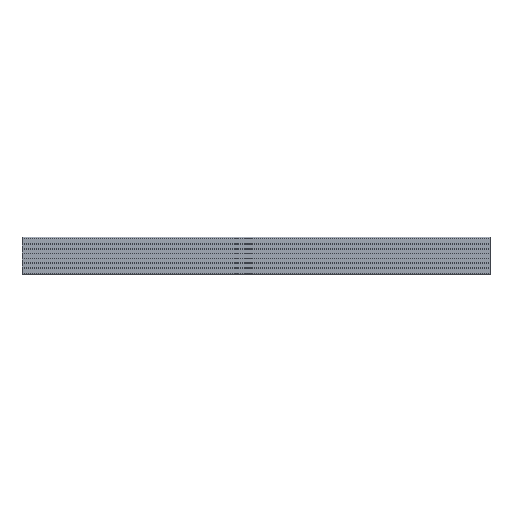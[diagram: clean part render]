
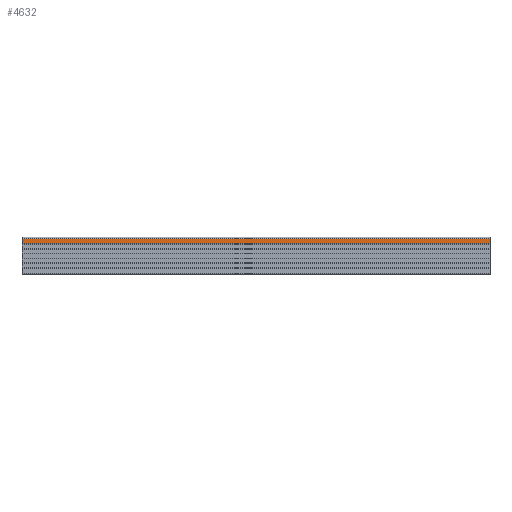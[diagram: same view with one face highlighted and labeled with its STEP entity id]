
A CAD part, top view. The second image highlights one B-rep face of the part: STEP entity #4632.
In plain terms, the highlighted planar face has unit normal (0, 0, 1).
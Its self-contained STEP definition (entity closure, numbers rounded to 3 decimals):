
#422 = VERTEX_POINT ( 'NONE', #2845 ) ;
#442 = VERTEX_POINT ( 'NONE', #2865 ) ;
#469 = VERTEX_POINT ( 'NONE', #2892 ) ;
#470 = VERTEX_POINT ( 'NONE', #2893 ) ;
#1041 = VECTOR ( 'NONE', #3676, 1000. ) ;
#1424 = LINE ( 'NONE', #3720, #1425 ) ;
#1425 = VECTOR ( 'NONE', #3722, 1000. ) ;
#1628 = FACE_OUTER_BOUND ( 'NONE', #6232, .T. ) ;
#2845 = CARTESIAN_POINT ( 'NONE',  ( -1000., 37., 20. ) ) ;
#2865 = CARTESIAN_POINT ( 'NONE',  ( 0., 37., 20. ) ) ;
#2892 = CARTESIAN_POINT ( 'NONE',  ( 0., 25.8, 20. ) ) ;
#2893 = CARTESIAN_POINT ( 'NONE',  ( -1000., 25.8, 20. ) ) ;
#3203 = CARTESIAN_POINT ( 'NONE',  ( -1089.443, 25.8, 20. ) ) ;
#3204 = DIRECTION ( 'NONE',  ( 1., 0., 0. ) ) ;
#3541 = CARTESIAN_POINT ( 'NONE',  ( -1000., 37., 20. ) ) ;
#3543 = DIRECTION ( 'NONE',  ( 0., 1., 0. ) ) ;
#3613 = EDGE_CURVE ( 'NONE', #470, #469, #5705, .T. ) ;
#3675 = CARTESIAN_POINT ( 'NONE',  ( -1089.443, 37., 20. ) ) ;
#3676 = DIRECTION ( 'NONE',  ( 1., 0., 0. ) ) ;
#3720 = CARTESIAN_POINT ( 'NONE',  ( 0., 37., 20. ) ) ;
#3722 = DIRECTION ( 'NONE',  ( 0., -1., 0. ) ) ;
#3848 = EDGE_CURVE ( 'NONE', #470, #422, #5942, .T. ) ;
#3912 = EDGE_CURVE ( 'NONE', #422, #442, #4732, .T. ) ;
#4244 = CARTESIAN_POINT ( 'NONE',  ( -1089.443, 37., 20. ) ) ;
#4245 = PLANE ( 'NONE',  #4533 ) ;
#4247 = DIRECTION ( 'NONE',  ( 0., 0., 1. ) ) ;
#4248 = DIRECTION ( 'NONE',  ( 0., -1., 0. ) ) ;
#4256 = EDGE_CURVE ( 'NONE', #442, #469, #1424, .T. ) ;
#4533 = AXIS2_PLACEMENT_3D ( 'NONE', #4244, #4247, #4248 ) ;
#4632 = ADVANCED_FACE ( 'NONE', ( #1628 ), #4245, .T. ) ;
#4732 = LINE ( 'NONE', #3675, #1041 ) ;
#5054 = ORIENTED_EDGE ( 'NONE', *, *, #3848, .F. ) ;
#5055 = ORIENTED_EDGE ( 'NONE', *, *, #3613, .T. ) ;
#5056 = ORIENTED_EDGE ( 'NONE', *, *, #4256, .F. ) ;
#5057 = ORIENTED_EDGE ( 'NONE', *, *, #3912, .F. ) ;
#5705 = LINE ( 'NONE', #3203, #5706 ) ;
#5706 = VECTOR ( 'NONE', #3204, 1000. ) ;
#5942 = LINE ( 'NONE', #3541, #5943 ) ;
#5943 = VECTOR ( 'NONE', #3543, 1000. ) ;
#6232 = EDGE_LOOP ( 'NONE', ( #5054, #5055, #5056, #5057 ) ) ;
